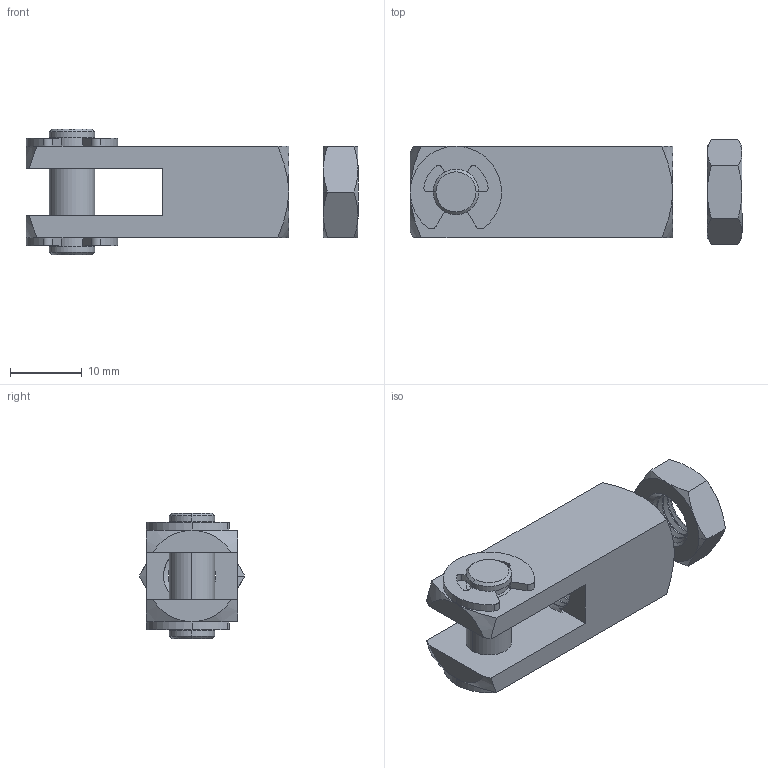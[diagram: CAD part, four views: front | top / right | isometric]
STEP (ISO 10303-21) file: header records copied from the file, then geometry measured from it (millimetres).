
FILE_DESCRIPTION (( 'STEP AP203' ), '1' );
FILE_NAME ('4952K685.step', '2015-03-10T17:49:20', ( '' ), ( '' ), 'SwSTEP 2.0', 'SolidWorks 2010', '' );
FILE_SCHEMA (( 'CONFIG_CONTROL_DESIGN' ));
Length unit declared in the file: inch
Products named in the file (1): 4952K685
Bounding box: 46.23 x 14.66 x 17.53 mm (x, y, z)
Volume: 4492.3 mm3; surface area: 4383.3 mm2
Topology: 5 solids, 5 shells, 182 faces, 482 edges, 313 vertices
Faces by surface type: cylinder 99, plane 41, cone 34, bspline 8
Entity records: 10974 total; most frequent: CARTESIAN_POINT 6663, ORIENTED_EDGE 964, DIRECTION 827, EDGE_CURVE 482, AXIS2_PLACEMENT_3D 329, VERTEX_POINT 313, EDGE_LOOP 193, FACE_OUTER_BOUND 182
